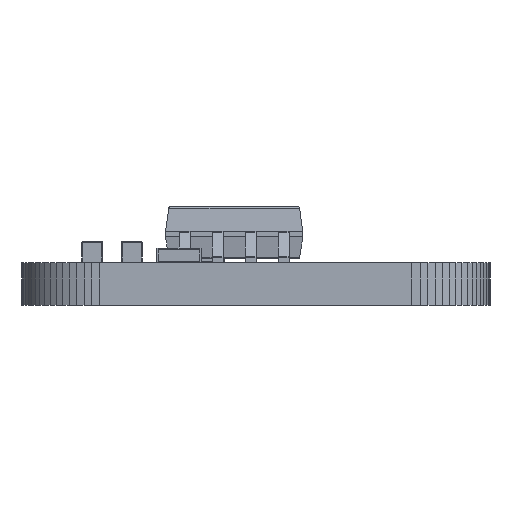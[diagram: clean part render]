
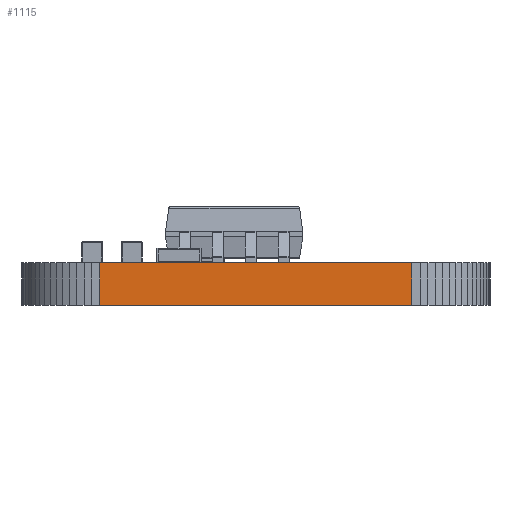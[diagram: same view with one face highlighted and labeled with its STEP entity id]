
A CAD part, left-side view. The second image highlights one B-rep face of the part: STEP entity #1115.
In plain terms, the highlighted planar face has unit normal (-1, 0, 0).
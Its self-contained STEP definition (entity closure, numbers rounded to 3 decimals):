
#1059 = VERTEX_POINT('',#1060);
#1060 = CARTESIAN_POINT('',(0.,-5.,0.82));
#1066 = EDGE_CURVE('',#1067,#1059,#1069,.T.);
#1067 = VERTEX_POINT('',#1068);
#1068 = CARTESIAN_POINT('',(0.,-5.,-0.82));
#1069 = LINE('',#1070,#1071);
#1070 = CARTESIAN_POINT('',(0.,-5.,-0.82));
#1071 = VECTOR('',#1072,1.);
#1072 = DIRECTION('',(0.,0.,1.));
#1115 = ADVANCED_FACE('',(#1116),#1141,.F.);
#1116 = FACE_BOUND('',#1117,.F.);
#1117 = EDGE_LOOP('',(#1118,#1119,#1127,#1135));
#1118 = ORIENTED_EDGE('',*,*,#1066,.T.);
#1119 = ORIENTED_EDGE('',*,*,#1120,.T.);
#1120 = EDGE_CURVE('',#1059,#1121,#1123,.T.);
#1121 = VERTEX_POINT('',#1122);
#1122 = CARTESIAN_POINT('',(0.,-17.,0.82));
#1123 = LINE('',#1124,#1125);
#1124 = CARTESIAN_POINT('',(0.,-5.,0.82));
#1125 = VECTOR('',#1126,1.);
#1126 = DIRECTION('',(0.,-1.,0.));
#1127 = ORIENTED_EDGE('',*,*,#1128,.F.);
#1128 = EDGE_CURVE('',#1129,#1121,#1131,.T.);
#1129 = VERTEX_POINT('',#1130);
#1130 = CARTESIAN_POINT('',(0.,-17.,-0.82));
#1131 = LINE('',#1132,#1133);
#1132 = CARTESIAN_POINT('',(0.,-17.,-0.82));
#1133 = VECTOR('',#1134,1.);
#1134 = DIRECTION('',(0.,0.,1.));
#1135 = ORIENTED_EDGE('',*,*,#1136,.F.);
#1136 = EDGE_CURVE('',#1067,#1129,#1137,.T.);
#1137 = LINE('',#1138,#1139);
#1138 = CARTESIAN_POINT('',(0.,-5.,-0.82));
#1139 = VECTOR('',#1140,1.);
#1140 = DIRECTION('',(0.,-1.,0.));
#1141 = PLANE('',#1142);
#1142 = AXIS2_PLACEMENT_3D('',#1143,#1144,#1145);
#1143 = CARTESIAN_POINT('',(0.,-5.,-0.82));
#1144 = DIRECTION('',(1.,0.,0.));
#1145 = DIRECTION('',(0.,-1.,0.));
